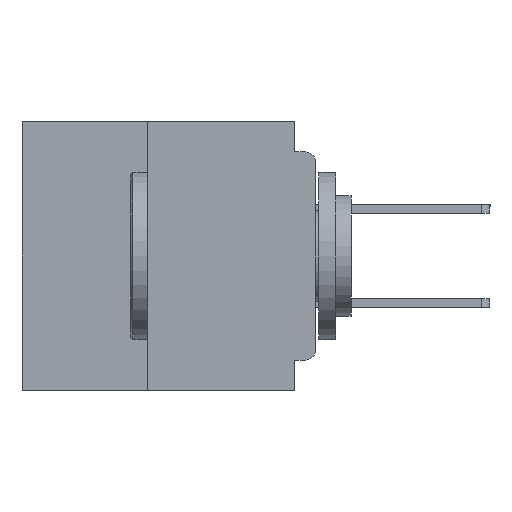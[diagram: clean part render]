
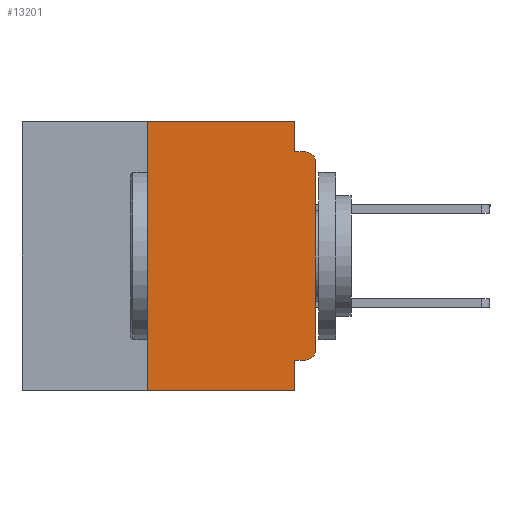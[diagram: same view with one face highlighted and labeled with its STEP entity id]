
A CAD part, left-side view. The second image highlights one B-rep face of the part: STEP entity #13201.
In plain terms, the highlighted planar face has unit normal (-1, 0, 0).
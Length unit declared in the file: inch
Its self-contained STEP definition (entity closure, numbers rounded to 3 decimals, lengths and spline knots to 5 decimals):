
#192 = AXIS2_PLACEMENT_3D ( 'NONE', #3819, #37581, #8657 ) ;
#501 = CARTESIAN_POINT ( 'NONE',  ( 0., 0.437, -0.4 ) ) ;
#727 = CARTESIAN_POINT ( 'NONE',  ( 0., 0.015, -0.045 ) ) ;
#927 = CARTESIAN_POINT ( 'NONE',  ( 0., 0.031, -0.045 ) ) ;
#1893 = CARTESIAN_POINT ( 'NONE',  ( 0., 0., -0.355 ) ) ;
#2444 = CARTESIAN_POINT ( 'NONE',  ( 0., 0.015, -0.06 ) ) ;
#2529 = LINE ( 'NONE', #57306, #50905 ) ;
#3365 = CARTESIAN_POINT ( 'NONE',  ( 0., 0.031, -0.4 ) ) ;
#3681 = CARTESIAN_POINT ( 'NONE',  ( 0., 0.015, -0.355 ) ) ;
#3735 = ORIENTED_EDGE ( 'NONE', *, *, #30753, .T. ) ;
#3819 = CARTESIAN_POINT ( 'NONE',  ( 0., 0.015, -0.34 ) ) ;
#5250 = CARTESIAN_POINT ( 'NONE',  ( 0., 0.25, 0. ) ) ;
#6480 = CARTESIAN_POINT ( 'NONE',  ( 0., 0.437, 0. ) ) ;
#6666 = VERTEX_POINT ( 'NONE', #35683 ) ;
#7050 = AXIS2_PLACEMENT_3D ( 'NONE', #2444, #36229, #7292 ) ;
#7292 = DIRECTION ( 'NONE',  ( 0., 0., -1. ) ) ;
#7356 = EDGE_CURVE ( 'NONE', #52150, #35315, #8845, .T. ) ;
#7366 = EDGE_CURVE ( 'NONE', #51698, #56155, #34558, .T. ) ;
#8288 = EDGE_CURVE ( 'NONE', #29383, #52150, #8721, .T. ) ;
#8430 = LINE ( 'NONE', #54831, #32622 ) ;
#8657 = DIRECTION ( 'NONE',  ( 0., 0., -1. ) ) ;
#8721 = LINE ( 'NONE', #56476, #31426 ) ;
#8845 = CIRCLE ( 'NONE', #7050, 0.015 ) ;
#8872 = VERTEX_POINT ( 'NONE', #41580 ) ;
#10379 = EDGE_LOOP ( 'NONE', ( #18201, #44397, #15203, #47647, #60973, #38601, #39839, #15269, #57081, #3735 ) ) ;
#13201 = ADVANCED_FACE ( 'NONE', ( #18779 ), #54655, .F. ) ;
#13207 = AXIS2_PLACEMENT_3D ( 'NONE', #6480, #45123, #16282 ) ;
#13481 = VECTOR ( 'NONE', #46040, 39.37008 ) ;
#13828 = DIRECTION ( 'NONE',  ( 0., 0., -1. ) ) ;
#15203 = ORIENTED_EDGE ( 'NONE', *, *, #20270, .F. ) ;
#15269 = ORIENTED_EDGE ( 'NONE', *, *, #24928, .F. ) ;
#16282 = DIRECTION ( 'NONE',  ( 0., 0., -1. ) ) ;
#17077 = CARTESIAN_POINT ( 'NONE',  ( 0., 0.25, -0.4 ) ) ;
#17848 = CARTESIAN_POINT ( 'NONE',  ( 0., 0., -0.06 ) ) ;
#18201 = ORIENTED_EDGE ( 'NONE', *, *, #8288, .T. ) ;
#18779 = FACE_OUTER_BOUND ( 'NONE', #10379, .T. ) ;
#20270 = EDGE_CURVE ( 'NONE', #44779, #35315, #26379, .T. ) ;
#24621 = EDGE_CURVE ( 'NONE', #6666, #44779, #8430, .T. ) ;
#24868 = VECTOR ( 'NONE', #38135, 39.37008 ) ;
#24928 = EDGE_CURVE ( 'NONE', #8872, #39202, #2529, .T. ) ;
#26379 = LINE ( 'NONE', #26879, #13481 ) ;
#26879 = CARTESIAN_POINT ( 'NONE',  ( 0., 0., -0.045 ) ) ;
#29383 = VERTEX_POINT ( 'NONE', #46644 ) ;
#30753 = EDGE_CURVE ( 'NONE', #58646, #29383, #40317, .T. ) ;
#31426 = VECTOR ( 'NONE', #46961, 39.37008 ) ;
#32622 = VECTOR ( 'NONE', #59704, 39.37008 ) ;
#33299 = CARTESIAN_POINT ( 'NONE',  ( 0., 0.437, 0. ) ) ;
#34299 = DIRECTION ( 'NONE',  ( 0., -1., 0. ) ) ;
#34558 = LINE ( 'NONE', #17077, #57215 ) ;
#34604 = LINE ( 'NONE', #33299, #24868 ) ;
#35315 = VERTEX_POINT ( 'NONE', #727 ) ;
#35683 = CARTESIAN_POINT ( 'NONE',  ( 0., 0.031, 0. ) ) ;
#36229 = DIRECTION ( 'NONE',  ( -1., 0., 0. ) ) ;
#37150 = VECTOR ( 'NONE', #34299, 39.37008 ) ;
#37581 = DIRECTION ( 'NONE',  ( -1., 0., 0. ) ) ;
#38135 = DIRECTION ( 'NONE',  ( 0., -1., 0. ) ) ;
#38601 = ORIENTED_EDGE ( 'NONE', *, *, #7366, .F. ) ;
#39202 = VERTEX_POINT ( 'NONE', #3365 ) ;
#39839 = ORIENTED_EDGE ( 'NONE', *, *, #42842, .T. ) ;
#40317 = CIRCLE ( 'NONE', #192, 0.015 ) ;
#40489 = DIRECTION ( 'NONE',  ( 0., 1., 0. ) ) ;
#41580 = CARTESIAN_POINT ( 'NONE',  ( 0., 0.031, -0.355 ) ) ;
#42422 = LINE ( 'NONE', #1893, #53829 ) ;
#42842 = EDGE_CURVE ( 'NONE', #51698, #39202, #50068, .T. ) ;
#44397 = ORIENTED_EDGE ( 'NONE', *, *, #7356, .T. ) ;
#44779 = VERTEX_POINT ( 'NONE', #927 ) ;
#45123 = DIRECTION ( 'NONE',  ( 1., 0., 0. ) ) ;
#45939 = DIRECTION ( 'NONE',  ( 0., 0., 1. ) ) ;
#46040 = DIRECTION ( 'NONE',  ( 0., -1., 0. ) ) ;
#46547 = EDGE_CURVE ( 'NONE', #56155, #6666, #34604, .T. ) ;
#46644 = CARTESIAN_POINT ( 'NONE',  ( 0., 0., -0.34 ) ) ;
#46961 = DIRECTION ( 'NONE',  ( 0., 0., 1. ) ) ;
#47647 = ORIENTED_EDGE ( 'NONE', *, *, #24621, .F. ) ;
#50068 = LINE ( 'NONE', #501, #37150 ) ;
#50905 = VECTOR ( 'NONE', #13828, 39.37008 ) ;
#51698 = VERTEX_POINT ( 'NONE', #62412 ) ;
#52150 = VERTEX_POINT ( 'NONE', #17848 ) ;
#53829 = VECTOR ( 'NONE', #40489, 39.37008 ) ;
#54655 = PLANE ( 'NONE',  #13207 ) ;
#54831 = CARTESIAN_POINT ( 'NONE',  ( 0., 0.031, 0. ) ) ;
#56155 = VERTEX_POINT ( 'NONE', #5250 ) ;
#56476 = CARTESIAN_POINT ( 'NONE',  ( 0., 0., 0. ) ) ;
#57081 = ORIENTED_EDGE ( 'NONE', *, *, #59621, .F. ) ;
#57215 = VECTOR ( 'NONE', #45939, 39.37008 ) ;
#57306 = CARTESIAN_POINT ( 'NONE',  ( 0., 0.031, -0.4 ) ) ;
#58646 = VERTEX_POINT ( 'NONE', #3681 ) ;
#59621 = EDGE_CURVE ( 'NONE', #58646, #8872, #42422, .T. ) ;
#59704 = DIRECTION ( 'NONE',  ( 0., 0., -1. ) ) ;
#60973 = ORIENTED_EDGE ( 'NONE', *, *, #46547, .F. ) ;
#62412 = CARTESIAN_POINT ( 'NONE',  ( 0., 0.25, -0.4 ) ) ;
